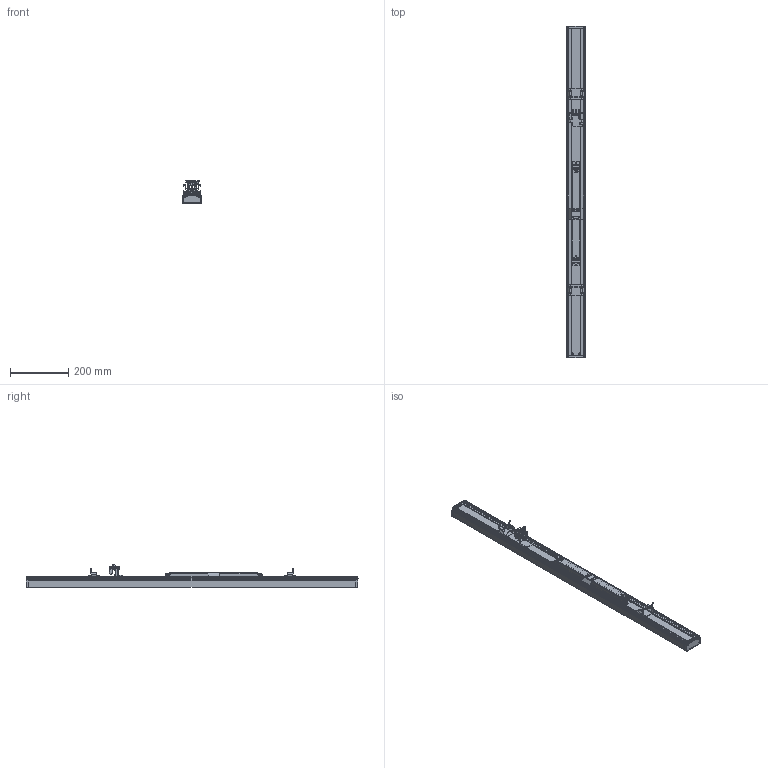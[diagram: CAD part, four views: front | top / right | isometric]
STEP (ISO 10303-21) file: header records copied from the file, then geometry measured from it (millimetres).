
FILE_DESCRIPTION(/* description */ ('This is a sample STEP configuration'),/* implementation_level */ '2;1');
FILE_NAME(/* name */ '610-1257xxxxxxxxx _Simple.ipt_Rev_00.1.stp',/* time_stamp */ '2022-12-15T11:30:15+01:00',/* author */ ('powerJobs'),/* organization */ ('coolOrange'),/* preprocessor_version */ 'ST-DEVELOPER v18.1',/* originating_system */ 'Autodesk Inventor 2020',/* authorisation */ '');
FILE_SCHEMA (('AUTOMOTIVE_DESIGN { 1 0 10303 214 3 1 1 }'));
Products named in the file (1): ENG000027458
Bounding box: 67.4 x 1139.6 x 79.41 mm (x, y, z)
Volume: 448173.9 mm3; surface area: 763488.4 mm2
Topology: 15 solids, 15 shells, 5071 faces, 13528 edges, 8416 vertices
Faces by surface type: plane 2482, cylinder 1669, bspline 460, torus 243, cone 149, sphere 68
Full cylindrical faces by diameter (mm): 1.1 x14, 1.2 x8, 1.5 x16, 3 x14, 3.2 x1, 3.5 x1, 3.65 x1, 4.1 x1, 4.5 x1, 5 x2
Entity records: 184337 total; most frequent: CARTESIAN_POINT 52876, ORIENTED_EDGE 26954, DIRECTION 26317, EDGE_CURVE 13477, AXIS2_PLACEMENT_3D 8921, LINE 8475, VECTOR 8475, VERTEX_POINT 8416
